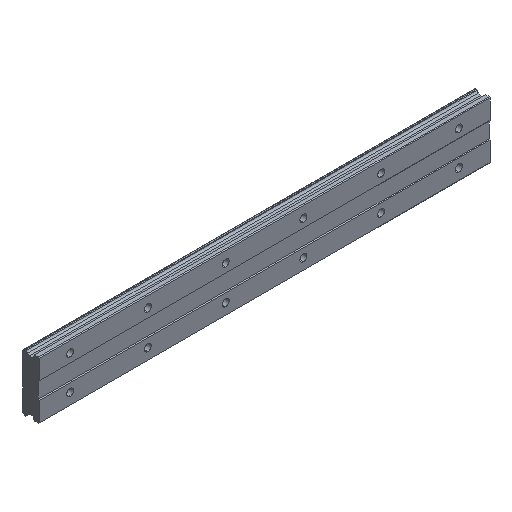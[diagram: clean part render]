
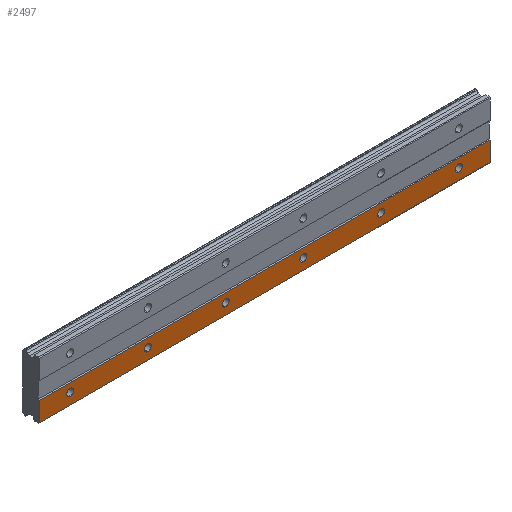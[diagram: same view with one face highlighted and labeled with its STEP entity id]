
A CAD part, isometric view. The second image highlights one B-rep face of the part: STEP entity #2497.
In plain terms, the highlighted planar face has unit normal (0, -1, 0).
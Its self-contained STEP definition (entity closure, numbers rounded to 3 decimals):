
#3 = AXIS2_PLACEMENT_3D ( 'NONE', #2679, #997, #2410 ) ;
#6 = CIRCLE ( 'NONE', #3, 2.25 ) ;
#11 = CARTESIAN_POINT ( 'NONE',  ( 200., 0., -11. ) ) ;
#22 = EDGE_LOOP ( 'NONE', ( #1396, #1945 ) ) ;
#28 = VERTEX_POINT ( 'NONE', #2696 ) ;
#36 = DIRECTION ( 'NONE',  ( 0., -1., 0. ) ) ;
#44 = CARTESIAN_POINT ( 'NONE',  ( 100., 0., -8.75 ) ) ;
#55 = DIRECTION ( 'NONE',  ( 0., 0., 1. ) ) ;
#83 = VERTEX_POINT ( 'NONE', #1427 ) ;
#90 = CARTESIAN_POINT ( 'NONE',  ( 0., 0., -8.75 ) ) ;
#102 = AXIS2_PLACEMENT_3D ( 'NONE', #1184, #36, #2322 ) ;
#106 = DIRECTION ( 'NONE',  ( 0., 0., 1. ) ) ;
#111 = EDGE_CURVE ( 'NONE', #877, #434, #893, .T. ) ;
#118 = DIRECTION ( 'NONE',  ( 0., -1., 0. ) ) ;
#137 = DIRECTION ( 'NONE',  ( 1., 0., 0. ) ) ;
#153 = CARTESIAN_POINT ( 'NONE',  ( 0., 0., -11. ) ) ;
#170 = CARTESIAN_POINT ( 'NONE',  ( 200., 0., -13.25 ) ) ;
#202 = DIRECTION ( 'NONE',  ( 0., -1., 0. ) ) ;
#213 = VERTEX_POINT ( 'NONE', #170 ) ;
#222 = DIRECTION ( 'NONE',  ( 0., 0., 1. ) ) ;
#255 = EDGE_CURVE ( 'NONE', #2226, #1927, #2026, .T. ) ;
#297 = EDGE_LOOP ( 'NONE', ( #2477, #2363 ) ) ;
#304 = CARTESIAN_POINT ( 'NONE',  ( 50., 0., -13.25 ) ) ;
#354 = CARTESIAN_POINT ( 'NONE',  ( 270., 0., -5.5 ) ) ;
#399 = DIRECTION ( 'NONE',  ( 0., 0., 1. ) ) ;
#434 = VERTEX_POINT ( 'NONE', #2162 ) ;
#452 = EDGE_LOOP ( 'NONE', ( #1788, #1014 ) ) ;
#514 = VERTEX_POINT ( 'NONE', #2202 ) ;
#532 = DIRECTION ( 'NONE',  ( 0., -1., 0. ) ) ;
#556 = VERTEX_POINT ( 'NONE', #2190 ) ;
#561 = DIRECTION ( 'NONE',  ( 0., -1., 0. ) ) ;
#570 = FACE_BOUND ( 'NONE', #1105, .T. ) ;
#587 = CARTESIAN_POINT ( 'NONE',  ( 250., 0., -8.75 ) ) ;
#593 = CARTESIAN_POINT ( 'NONE',  ( 250., 0., -11. ) ) ;
#612 = ORIENTED_EDGE ( 'NONE', *, *, #1738, .F. ) ;
#661 = LINE ( 'NONE', #906, #1068 ) ;
#672 = EDGE_CURVE ( 'NONE', #1927, #2586, #1578, .T. ) ;
#690 = CARTESIAN_POINT ( 'NONE',  ( 270., 0., -5.5 ) ) ;
#701 = AXIS2_PLACEMENT_3D ( 'NONE', #2605, #2312, #222 ) ;
#705 = CARTESIAN_POINT ( 'NONE',  ( 270., 0., -5.5 ) ) ;
#877 = VERTEX_POINT ( 'NONE', #44 ) ;
#885 = DIRECTION ( 'NONE',  ( 0., 0., 1. ) ) ;
#890 = DIRECTION ( 'NONE',  ( 0., 0., -1. ) ) ;
#893 = CIRCLE ( 'NONE', #701, 2.25 ) ;
#906 = CARTESIAN_POINT ( 'NONE',  ( 270., 0., -18. ) ) ;
#915 = EDGE_LOOP ( 'NONE', ( #2005, #2471 ) ) ;
#940 = DIRECTION ( 'NONE',  ( 0., 0., 1. ) ) ;
#946 = VERTEX_POINT ( 'NONE', #2938 ) ;
#973 = EDGE_CURVE ( 'NONE', #2101, #83, #2470, .T. ) ;
#985 = EDGE_CURVE ( 'NONE', #556, #946, #2860, .T. ) ;
#997 = DIRECTION ( 'NONE',  ( 0., -1., 0. ) ) ;
#1004 = VERTEX_POINT ( 'NONE', #1302 ) ;
#1014 = ORIENTED_EDGE ( 'NONE', *, *, #2829, .F. ) ;
#1031 = DIRECTION ( 'NONE',  ( 0., 0., 1. ) ) ;
#1045 = FACE_BOUND ( 'NONE', #915, .T. ) ;
#1062 = AXIS2_PLACEMENT_3D ( 'NONE', #2186, #118, #106 ) ;
#1068 = VECTOR ( 'NONE', #1826, 1000. ) ;
#1089 = ORIENTED_EDGE ( 'NONE', *, *, #2436, .F. ) ;
#1105 = EDGE_LOOP ( 'NONE', ( #2409, #1575 ) ) ;
#1130 = AXIS2_PLACEMENT_3D ( 'NONE', #1850, #1407, #940 ) ;
#1133 = DIRECTION ( 'NONE',  ( 0., 0., 1. ) ) ;
#1140 = EDGE_CURVE ( 'NONE', #1499, #1004, #1400, .T. ) ;
#1163 = ORIENTED_EDGE ( 'NONE', *, *, #672, .F. ) ;
#1184 = CARTESIAN_POINT ( 'NONE',  ( 50., 0., -11. ) ) ;
#1196 = DIRECTION ( 'NONE',  ( 0., -1., 0. ) ) ;
#1218 = AXIS2_PLACEMENT_3D ( 'NONE', #11, #1196, #55 ) ;
#1225 = CARTESIAN_POINT ( 'NONE',  ( 250., 0., -11. ) ) ;
#1229 = FACE_OUTER_BOUND ( 'NONE', #2327, .T. ) ;
#1258 = DIRECTION ( 'NONE',  ( 0., 0., 1. ) ) ;
#1268 = ORIENTED_EDGE ( 'NONE', *, *, #255, .F. ) ;
#1270 = CIRCLE ( 'NONE', #1130, 2.25 ) ;
#1287 = LINE ( 'NONE', #2212, #1463 ) ;
#1302 = CARTESIAN_POINT ( 'NONE',  ( 50., 0., -8.75 ) ) ;
#1371 = ORIENTED_EDGE ( 'NONE', *, *, #2843, .F. ) ;
#1396 = ORIENTED_EDGE ( 'NONE', *, *, #111, .F. ) ;
#1397 = ORIENTED_EDGE ( 'NONE', *, *, #1140, .F. ) ;
#1400 = CIRCLE ( 'NONE', #2576, 2.25 ) ;
#1407 = DIRECTION ( 'NONE',  ( 0., -1., 0. ) ) ;
#1427 = CARTESIAN_POINT ( 'NONE',  ( 0., 0., -13.25 ) ) ;
#1458 = FACE_BOUND ( 'NONE', #22, .T. ) ;
#1462 = CIRCLE ( 'NONE', #2678, 2.25 ) ;
#1463 = VECTOR ( 'NONE', #2033, 1000. ) ;
#1498 = DIRECTION ( 'NONE',  ( 0., 1., 0. ) ) ;
#1499 = VERTEX_POINT ( 'NONE', #304 ) ;
#1575 = ORIENTED_EDGE ( 'NONE', *, *, #2966, .F. ) ;
#1578 = LINE ( 'NONE', #690, #1727 ) ;
#1592 = AXIS2_PLACEMENT_3D ( 'NONE', #2655, #561, #1258 ) ;
#1633 = EDGE_CURVE ( 'NONE', #434, #877, #1644, .T. ) ;
#1644 = CIRCLE ( 'NONE', #2289, 2.25 ) ;
#1699 = DIRECTION ( 'NONE',  ( 0., 0., 1. ) ) ;
#1715 = DIRECTION ( 'NONE',  ( 0., -1., 0. ) ) ;
#1727 = VECTOR ( 'NONE', #890, 1000. ) ;
#1738 = EDGE_CURVE ( 'NONE', #2586, #514, #661, .T. ) ;
#1788 = ORIENTED_EDGE ( 'NONE', *, *, #985, .F. ) ;
#1826 = DIRECTION ( 'NONE',  ( -1., 0., 0. ) ) ;
#1850 = CARTESIAN_POINT ( 'NONE',  ( 150., 0., -11. ) ) ;
#1854 = CIRCLE ( 'NONE', #102, 2.25 ) ;
#1927 = VERTEX_POINT ( 'NONE', #705 ) ;
#1945 = ORIENTED_EDGE ( 'NONE', *, *, #1633, .F. ) ;
#1978 = CARTESIAN_POINT ( 'NONE',  ( 270., 0., -5.5 ) ) ;
#2005 = ORIENTED_EDGE ( 'NONE', *, *, #2810, .F. ) ;
#2020 = EDGE_LOOP ( 'NONE', ( #1371, #1397 ) ) ;
#2024 = EDGE_CURVE ( 'NONE', #2555, #28, #1462, .T. ) ;
#2026 = LINE ( 'NONE', #1978, #2774 ) ;
#2033 = DIRECTION ( 'NONE',  ( 0., 0., 1. ) ) ;
#2035 = CARTESIAN_POINT ( 'NONE',  ( 50., 0., -11. ) ) ;
#2101 = VERTEX_POINT ( 'NONE', #90 ) ;
#2132 = VERTEX_POINT ( 'NONE', #2714 ) ;
#2148 = DIRECTION ( 'NONE',  ( 0., -1., 0. ) ) ;
#2162 = CARTESIAN_POINT ( 'NONE',  ( 100., 0., -13.25 ) ) ;
#2166 = CARTESIAN_POINT ( 'NONE',  ( 270., 0., -18. ) ) ;
#2186 = CARTESIAN_POINT ( 'NONE',  ( 150., 0., -11. ) ) ;
#2190 = CARTESIAN_POINT ( 'NONE',  ( 150., 0., -8.75 ) ) ;
#2192 = DIRECTION ( 'NONE',  ( 0., 0., 1. ) ) ;
#2202 = CARTESIAN_POINT ( 'NONE',  ( -20., 0., -18. ) ) ;
#2203 = CARTESIAN_POINT ( 'NONE',  ( 100., 0., -11. ) ) ;
#2212 = CARTESIAN_POINT ( 'NONE',  ( -20., 0., -5.5 ) ) ;
#2226 = VERTEX_POINT ( 'NONE', #2516 ) ;
#2241 = AXIS2_PLACEMENT_3D ( 'NONE', #1225, #2148, #399 ) ;
#2257 = EDGE_CURVE ( 'NONE', #83, #2101, #2631, .T. ) ;
#2289 = AXIS2_PLACEMENT_3D ( 'NONE', #2203, #1715, #2192 ) ;
#2312 = DIRECTION ( 'NONE',  ( 0., -1., 0. ) ) ;
#2322 = DIRECTION ( 'NONE',  ( 0., 0., 1. ) ) ;
#2327 = EDGE_LOOP ( 'NONE', ( #612, #1163, #1268, #1089 ) ) ;
#2363 = ORIENTED_EDGE ( 'NONE', *, *, #2257, .F. ) ;
#2409 = ORIENTED_EDGE ( 'NONE', *, *, #2024, .F. ) ;
#2410 = DIRECTION ( 'NONE',  ( 0., 0., 1. ) ) ;
#2436 = EDGE_CURVE ( 'NONE', #514, #2226, #1287, .T. ) ;
#2470 = CIRCLE ( 'NONE', #1592, 2.25 ) ;
#2471 = ORIENTED_EDGE ( 'NONE', *, *, #2545, .F. ) ;
#2477 = ORIENTED_EDGE ( 'NONE', *, *, #973, .F. ) ;
#2497 = ADVANCED_FACE ( 'NONE', ( #1229, #2900, #570, #1045, #2663, #1458, #2651 ), #2918, .F. ) ;
#2516 = CARTESIAN_POINT ( 'NONE',  ( -20., 0., -5.5 ) ) ;
#2540 = CIRCLE ( 'NONE', #1218, 2.25 ) ;
#2545 = EDGE_CURVE ( 'NONE', #213, #2132, #6, .T. ) ;
#2555 = VERTEX_POINT ( 'NONE', #587 ) ;
#2576 = AXIS2_PLACEMENT_3D ( 'NONE', #2035, #2973, #885 ) ;
#2586 = VERTEX_POINT ( 'NONE', #2166 ) ;
#2605 = CARTESIAN_POINT ( 'NONE',  ( 100., 0., -11. ) ) ;
#2631 = CIRCLE ( 'NONE', #2974, 2.25 ) ;
#2651 = FACE_BOUND ( 'NONE', #2020, .T. ) ;
#2655 = CARTESIAN_POINT ( 'NONE',  ( 0., 0., -11. ) ) ;
#2663 = FACE_BOUND ( 'NONE', #452, .T. ) ;
#2678 = AXIS2_PLACEMENT_3D ( 'NONE', #593, #532, #1699 ) ;
#2679 = CARTESIAN_POINT ( 'NONE',  ( 200., 0., -11. ) ) ;
#2685 = CIRCLE ( 'NONE', #2241, 2.25 ) ;
#2696 = CARTESIAN_POINT ( 'NONE',  ( 250., 0., -13.25 ) ) ;
#2714 = CARTESIAN_POINT ( 'NONE',  ( 200., 0., -8.75 ) ) ;
#2774 = VECTOR ( 'NONE', #137, 1000. ) ;
#2810 = EDGE_CURVE ( 'NONE', #2132, #213, #2540, .T. ) ;
#2829 = EDGE_CURVE ( 'NONE', #946, #556, #1270, .T. ) ;
#2843 = EDGE_CURVE ( 'NONE', #1004, #1499, #1854, .T. ) ;
#2860 = CIRCLE ( 'NONE', #1062, 2.25 ) ;
#2872 = AXIS2_PLACEMENT_3D ( 'NONE', #354, #1498, #1031 ) ;
#2900 = FACE_BOUND ( 'NONE', #297, .T. ) ;
#2918 = PLANE ( 'NONE',  #2872 ) ;
#2938 = CARTESIAN_POINT ( 'NONE',  ( 150., 0., -13.25 ) ) ;
#2966 = EDGE_CURVE ( 'NONE', #28, #2555, #2685, .T. ) ;
#2973 = DIRECTION ( 'NONE',  ( 0., -1., 0. ) ) ;
#2974 = AXIS2_PLACEMENT_3D ( 'NONE', #153, #202, #1133 ) ;
